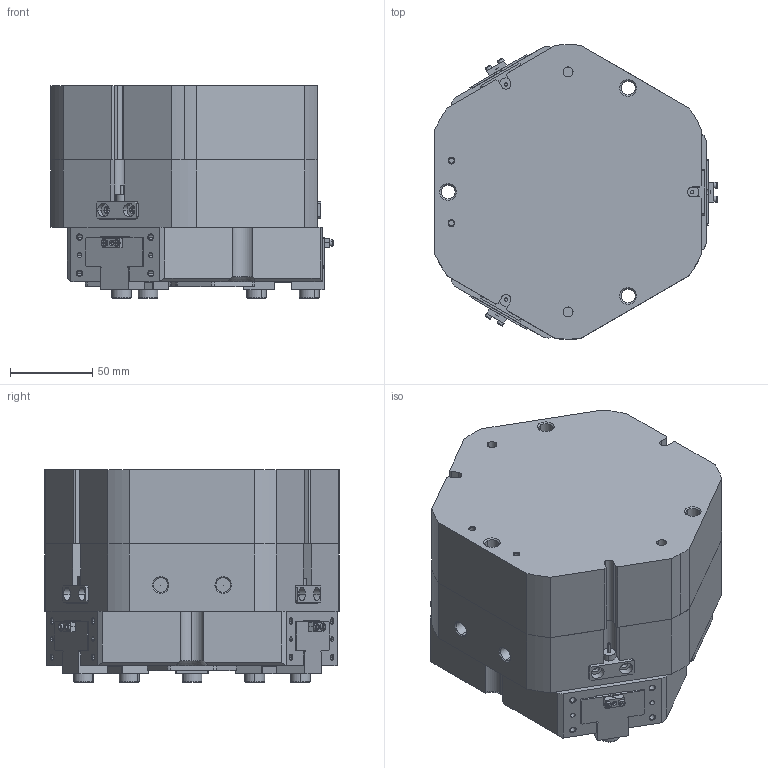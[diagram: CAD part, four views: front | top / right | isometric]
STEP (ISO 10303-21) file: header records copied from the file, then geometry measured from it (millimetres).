
FILE_DESCRIPTION (( 'STEP AP203' ), '1' );
FILE_NAME ('TZ125-179-S-NC.STEP', '2024-12-03T10:14:48', ( 'USER-' ), ( 'Microsoft' ), 'SwSTEP 2.0', 'SolidWorks 2018', '' );
FILE_SCHEMA (( 'CONFIG_CONTROL_DESIGN' ));
Length unit declared in the file: millimetre
Products named in the file (21): TZ125-179杅耀.sldasm-Part-26; TZ125-179杅耀.sldasm-Part-21; TZ125-179杅耀.sldasm-Part-9; TZ125-179-N-27K-晊扥极; TZ125-179杅耀.sldasm-Part-15; TZ125-179杅耀.sldasm-Part-22; TZ125-179杅耀.sldasm-Part-30; TZ125-179-S-02-賑輸; 35x18-R3; TZ125-179杅耀.sldasm-Part-19; TZ125-179杅耀.sldasm-Part-20; TZ125-179杅耀.sldasm-Part-29; TZ125-179-S; 埴翐芛_GB_FASTENER_SCREWS_HSHCS M2X8-N; TZ125-179杅耀.sldasm-Part-27; TZ125-179杅耀.sldasm-Part-3; 揤輸杅耀.sldasm-Part-9; TZ125-179杅耀.sldasm-Part-1; TZ125-179-S-NC; TZ95-146-P杅耀.sldasm-Part-30; 揤輸蚾饜极
Assembly tree (26 placements, depth 4):
  TZ125-179-S-NC
    TZ125-179-S
      TZ125-179杅耀.sldasm-Part-1
      TZ125-179杅耀.sldasm-Part-3
      TZ125-179杅耀.sldasm-Part-9  x2
      TZ125-179杅耀.sldasm-Part-15
      TZ125-179杅耀.sldasm-Part-19
      TZ125-179杅耀.sldasm-Part-20
      TZ125-179杅耀.sldasm-Part-21
      TZ125-179杅耀.sldasm-Part-22
      TZ125-179杅耀.sldasm-Part-26
      TZ125-179杅耀.sldasm-Part-27
      TZ125-179杅耀.sldasm-Part-29
      TZ125-179杅耀.sldasm-Part-30
      TZ125-179-S-02-賑輸  x3
      TZ95-146-P杅耀.sldasm-Part-30
      35x18-R3
      揤輸蚾饜极  x3
        揤輸杅耀.sldasm-Part-9
        埴翐芛_GB_FASTENER_SCREWS_HSHCS M2X8-N
    TZ125-179-N-27K-晊扥极
Bounding box: 171.57 x 178.96 x 129 mm (x, y, z)
Volume: 2562318.8 mm3; surface area: 266000.6 mm2
Topology: 28 solids, 50 shells, 1571 faces, 3950 edges, 2515 vertices
Faces by surface type: plane 736, cylinder 439, cone 229, bspline 155, torus 12
Entity records: 45325 total; most frequent: CARTESIAN_POINT 12924, ORIENTED_EDGE 6282, DIRECTION 6004, EDGE_CURVE 3141, AXIS2_PLACEMENT_3D 2052, VERTEX_POINT 2048, VECTOR 1900, LINE 1900
